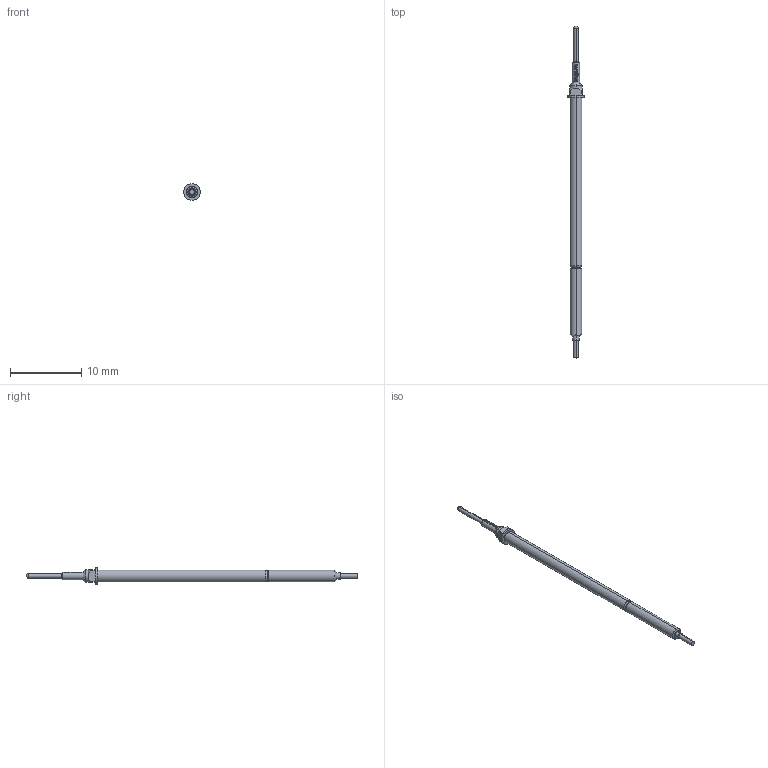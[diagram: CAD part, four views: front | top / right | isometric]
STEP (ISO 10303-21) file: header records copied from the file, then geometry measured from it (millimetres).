
FILE_DESCRIPTION (( 'STEP AP203' ), '1' );
FILE_NAME ('INGUN_SKS-215_305_064_A_xx02_M.STEP', '2022-02-18T10:02:20', ( 'ochi' ), ( '' ), 'SwSTEP 2.0', 'SolidWorks 2018', '' );
FILE_SCHEMA (( 'CONFIG_CONTROL_DESIGN' ));
Length unit declared in the file: millimetre
Products named in the file (1): INGUN_SKS-215_305_064_A_xx02_M
Bounding box: 2.3 x 46.5 x 2.3 mm (x, y, z)
Volume: 80.7 mm3; surface area: 216.8 mm2
Topology: 1 solids, 1 shells, 125 faces, 337 edges, 218 vertices
Faces by surface type: plane 53, cylinder 35, bspline 22, cone 10, torus 4, sphere 1
Entity records: 4267 total; most frequent: CARTESIAN_POINT 1204, ORIENTED_EDGE 668, DIRECTION 576, EDGE_CURVE 334, AXIS2_PLACEMENT_3D 232, VERTEX_POINT 216, EDGE_LOOP 130, CIRCLE 128
